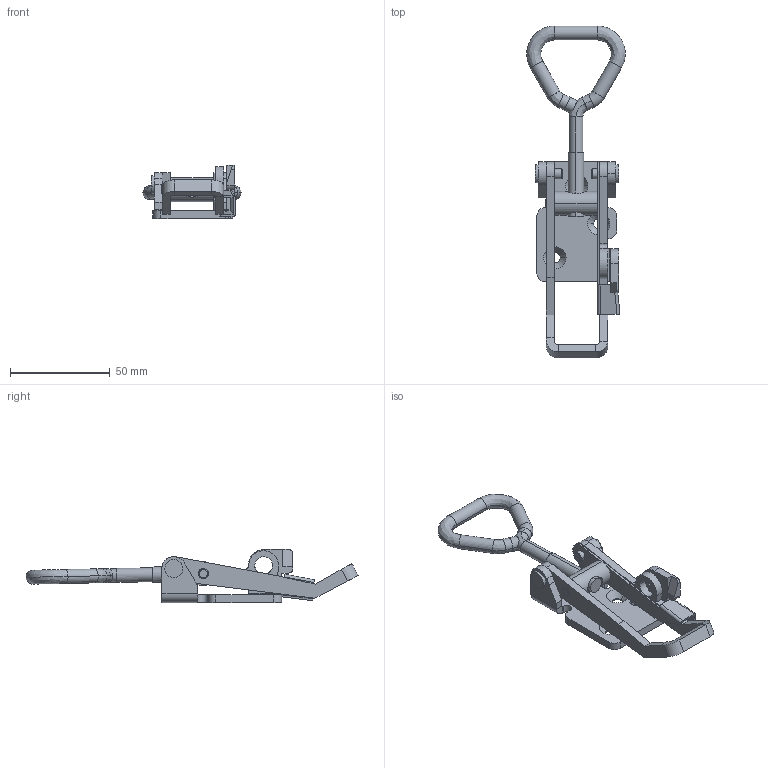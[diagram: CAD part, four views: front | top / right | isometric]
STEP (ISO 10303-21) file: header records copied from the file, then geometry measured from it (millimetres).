
FILE_DESCRIPTION (( 'STEP AP214' ), '1' );
FILE_NAME ('52096.STEP', '2016-05-30T09:26:19', ( '' ), ( '' ), 'SwSTEP 2.0', 'SolidWorks 2015', '' );
FILE_SCHEMA (( 'AUTOMOTIVE_DESIGN' ));
Length unit declared in the file: millimetre
Products named in the file (14): 704 - Safety Catch; 701 - Handle locking eye; 704 - Rivet Gradin; 704 - Mount plate Safety; 52096; 703 - Rulle; 703 - Skruvögla
Assembly tree (7 placements, depth 2):
  704 - Safety Catch
  701 - Handle locking eye
  704 - Rivet Gradin
  704 - Rivet Gradin
  704 - Mount plate Safety
Bounding box: 49.37 x 166.4 x 26.6 mm (x, y, z)
Volume: 30065 mm3; surface area: 22095.9 mm2
Topology: 7 solids, 7 shells, 235 faces, 547 edges, 332 vertices
Faces by surface type: plane 103, cylinder 94, cone 18, bspline 18, torus 2
Entity records: 7275 total; most frequent: CARTESIAN_POINT 1692, DIRECTION 1145, ORIENTED_EDGE 1050, EDGE_CURVE 525, AXIS2_PLACEMENT_3D 425, VERTEX_POINT 318, LINE 295, VECTOR 295
